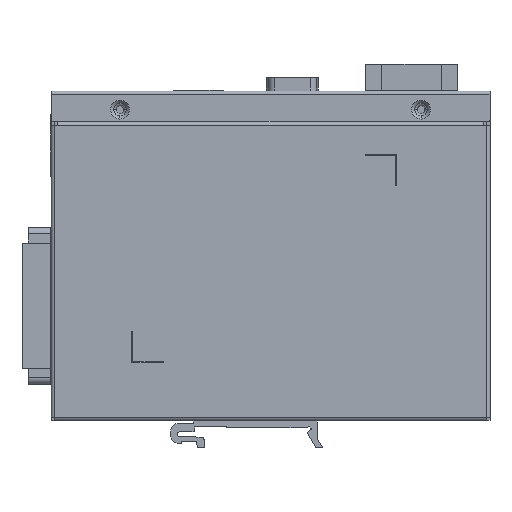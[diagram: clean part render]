
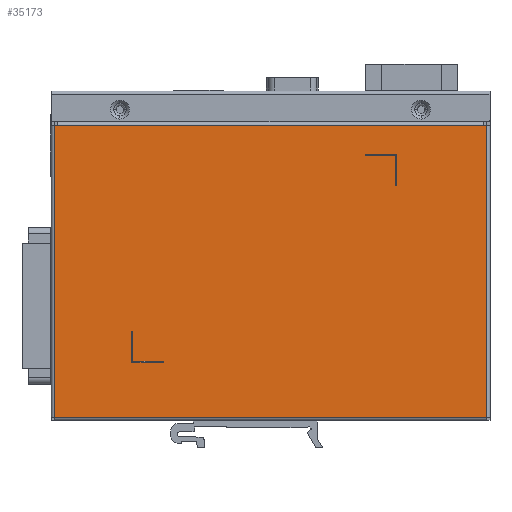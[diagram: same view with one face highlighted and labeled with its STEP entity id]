
A CAD part, front view. The second image highlights one B-rep face of the part: STEP entity #35173.
In plain terms, the highlighted planar face has unit normal (0, -1, 0).
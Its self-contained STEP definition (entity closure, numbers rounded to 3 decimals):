
#31400=DIRECTION('',(-1.,0.,0.));
#31401=VECTOR('',#31400,138.);
#31402=CARTESIAN_POINT('',(70.,-9.8,-62.54));
#31403=LINE('',#31402,#31401);
#31408=DIRECTION('',(-1.,0.,0.));
#31409=VECTOR('',#31408,1.);
#31410=CARTESIAN_POINT('',(-67.,-9.8,30.6));
#31411=LINE('',#31410,#31409);
#31412=DIRECTION('',(-1.,0.,0.));
#31413=VECTOR('',#31412,1.);
#31414=CARTESIAN_POINT('',(70.,-9.8,30.6));
#31415=LINE('',#31414,#31413);
#31416=DIRECTION('',(0.,0.,-1.));
#31417=VECTOR('',#31416,10.);
#31418=CARTESIAN_POINT('',(41.2,-9.8,21.348));
#31419=LINE('',#31418,#31417);
#31420=DIRECTION('',(1.,0.,0.));
#31421=VECTOR('',#31420,10.);
#31422=CARTESIAN_POINT('',(31.2,-9.8,21.348));
#31423=LINE('',#31422,#31421);
#31424=DIRECTION('',(0.,0.,1.));
#31425=VECTOR('',#31424,0.312);
#31426=CARTESIAN_POINT('',(31.2,-9.8,21.036));
#31427=LINE('',#31426,#31425);
#31428=DIRECTION('',(-1.,0.,0.));
#31429=VECTOR('',#31428,9.7);
#31430=CARTESIAN_POINT('',(40.9,-9.8,21.036));
#31431=LINE('',#31430,#31429);
#31432=DIRECTION('',(0.,0.,1.));
#31433=VECTOR('',#31432,9.688);
#31434=CARTESIAN_POINT('',(40.9,-9.8,11.348));
#31435=LINE('',#31434,#31433);
#31436=DIRECTION('',(-1.,0.,0.));
#31437=VECTOR('',#31436,0.3);
#31438=CARTESIAN_POINT('',(41.2,-9.8,11.348));
#31439=LINE('',#31438,#31437);
#31440=DIRECTION('',(-1.,0.,0.));
#31441=VECTOR('',#31440,10.);
#31442=CARTESIAN_POINT('',(-33.2,-9.8,-45.04));
#31443=LINE('',#31442,#31441);
#31444=DIRECTION('',(0.,0.,-1.));
#31445=VECTOR('',#31444,0.3);
#31446=CARTESIAN_POINT('',(-33.2,-9.8,-44.74));
#31447=LINE('',#31446,#31445);
#31448=DIRECTION('',(1.,0.,0.));
#31449=VECTOR('',#31448,9.7);
#31450=CARTESIAN_POINT('',(-42.9,-9.8,-44.74));
#31451=LINE('',#31450,#31449);
#31452=DIRECTION('',(0.,0.,-1.));
#31453=VECTOR('',#31452,9.7);
#31454=CARTESIAN_POINT('',(-42.9,-9.8,-35.04));
#31455=LINE('',#31454,#31453);
#31456=DIRECTION('',(1.,0.,0.));
#31457=VECTOR('',#31456,0.3);
#31458=CARTESIAN_POINT('',(-43.2,-9.8,-35.04));
#31459=LINE('',#31458,#31457);
#31460=DIRECTION('',(0.,0.,1.));
#31461=VECTOR('',#31460,10.);
#31462=CARTESIAN_POINT('',(-43.2,-9.8,-45.04));
#31463=LINE('',#31462,#31461);
#31468=DIRECTION('',(1.,0.,0.));
#31469=VECTOR('',#31468,136.);
#31470=CARTESIAN_POINT('',(-67.,-9.8,30.6));
#31471=LINE('',#31470,#31469);
#31476=DIRECTION('',(0.,0.,-1.));
#31477=VECTOR('',#31476,93.14);
#31478=CARTESIAN_POINT('',(70.,-9.8,30.6));
#31479=LINE('',#31478,#31477);
#31509=DIRECTION('',(0.,0.,1.));
#31510=VECTOR('',#31509,93.14);
#31511=CARTESIAN_POINT('',(-68.,-9.8,-62.54));
#31512=LINE('',#31511,#31510);
#33133=CARTESIAN_POINT('',(70.,-9.8,-62.54));
#33134=CARTESIAN_POINT('',(-68.,-9.8,-62.54));
#33135=VERTEX_POINT('',#33133);
#33136=VERTEX_POINT('',#33134);
#33157=CARTESIAN_POINT('',(70.,-9.8,30.6));
#33158=VERTEX_POINT('',#33157);
#33159=CARTESIAN_POINT('',(-68.,-9.8,30.6));
#33160=VERTEX_POINT('',#33159);
#33175=CARTESIAN_POINT('',(69.,-9.8,30.6));
#33176=VERTEX_POINT('',#33175);
#33177=CARTESIAN_POINT('',(-67.,-9.8,30.6));
#33178=VERTEX_POINT('',#33177);
#33204=CARTESIAN_POINT('',(41.2,-9.8,21.348));
#33205=CARTESIAN_POINT('',(41.2,-9.8,11.348));
#33206=VERTEX_POINT('',#33204);
#33207=VERTEX_POINT('',#33205);
#33239=CARTESIAN_POINT('',(-33.2,-9.8,-45.04));
#33240=CARTESIAN_POINT('',(-43.2,-9.8,-45.04));
#33241=VERTEX_POINT('',#33239);
#33242=VERTEX_POINT('',#33240);
#33243=CARTESIAN_POINT('',(40.9,-9.8,11.348));
#33244=VERTEX_POINT('',#33243);
#33245=CARTESIAN_POINT('',(31.2,-9.8,21.348));
#33246=VERTEX_POINT('',#33245);
#33284=CARTESIAN_POINT('',(-43.2,-9.8,-35.04));
#33285=VERTEX_POINT('',#33284);
#33286=CARTESIAN_POINT('',(-33.2,-9.8,-44.74));
#33287=VERTEX_POINT('',#33286);
#33288=CARTESIAN_POINT('',(40.9,-9.8,21.036));
#33289=VERTEX_POINT('',#33288);
#33290=CARTESIAN_POINT('',(31.2,-9.8,21.036));
#33291=VERTEX_POINT('',#33290);
#33335=CARTESIAN_POINT('',(-42.9,-9.8,-35.04));
#33336=VERTEX_POINT('',#33335);
#33337=CARTESIAN_POINT('',(-42.9,-9.8,-44.74));
#33338=VERTEX_POINT('',#33337);
#35129=CARTESIAN_POINT('',(1.,-9.8,-17.24));
#35130=DIRECTION('',(0.,1.,0.));
#35131=DIRECTION('',(-1.,0.,0.));
#35132=AXIS2_PLACEMENT_3D('',#35129,#35130,#35131);
#35133=PLANE('',#35132);
#35134=ORIENTED_EDGE('',*,*,#34503,.F.);
#35136=ORIENTED_EDGE('',*,*,#35135,.T.);
#35137=ORIENTED_EDGE('',*,*,#34351,.F.);
#35139=ORIENTED_EDGE('',*,*,#35138,.T.);
#35140=ORIENTED_EDGE('',*,*,#35121,.T.);
#35142=ORIENTED_EDGE('',*,*,#35141,.T.);
#35143=EDGE_LOOP('',(#35134,#35136,#35137,#35139,#35140,#35142));
#35144=FACE_OUTER_BOUND('',#35143,.F.);
#35146=ORIENTED_EDGE('',*,*,#35145,.F.);
#35148=ORIENTED_EDGE('',*,*,#35147,.F.);
#35150=ORIENTED_EDGE('',*,*,#35149,.F.);
#35152=ORIENTED_EDGE('',*,*,#35151,.F.);
#35154=ORIENTED_EDGE('',*,*,#35153,.F.);
#35156=ORIENTED_EDGE('',*,*,#35155,.F.);
#35157=EDGE_LOOP('',(#35146,#35148,#35150,#35152,#35154,#35156));
#35158=FACE_BOUND('',#35157,.F.);
#35160=ORIENTED_EDGE('',*,*,#35159,.F.);
#35162=ORIENTED_EDGE('',*,*,#35161,.F.);
#35164=ORIENTED_EDGE('',*,*,#35163,.F.);
#35166=ORIENTED_EDGE('',*,*,#35165,.F.);
#35168=ORIENTED_EDGE('',*,*,#35167,.F.);
#35170=ORIENTED_EDGE('',*,*,#35169,.F.);
#35171=EDGE_LOOP('',(#35160,#35162,#35164,#35166,#35168,#35170));
#35172=FACE_BOUND('',#35171,.F.);
#35173=ADVANCED_FACE('',(#35144,#35158,#35172),#35133,.F.);
#34351=EDGE_CURVE('',#33158,#33176,#31415,.T.);
#34503=EDGE_CURVE('',#33178,#33160,#31411,.T.);
#35121=EDGE_CURVE('',#33135,#33136,#31403,.T.);
#35135=EDGE_CURVE('',#33178,#33176,#31471,.T.);
#35138=EDGE_CURVE('',#33158,#33135,#31479,.T.);
#35141=EDGE_CURVE('',#33136,#33160,#31512,.T.);
#35145=EDGE_CURVE('',#33206,#33207,#31419,.T.);
#35147=EDGE_CURVE('',#33246,#33206,#31423,.T.);
#35149=EDGE_CURVE('',#33291,#33246,#31427,.T.);
#35151=EDGE_CURVE('',#33289,#33291,#31431,.T.);
#35153=EDGE_CURVE('',#33244,#33289,#31435,.T.);
#35155=EDGE_CURVE('',#33207,#33244,#31439,.T.);
#35159=EDGE_CURVE('',#33241,#33242,#31443,.T.);
#35161=EDGE_CURVE('',#33287,#33241,#31447,.T.);
#35163=EDGE_CURVE('',#33338,#33287,#31451,.T.);
#35165=EDGE_CURVE('',#33336,#33338,#31455,.T.);
#35167=EDGE_CURVE('',#33285,#33336,#31459,.T.);
#35169=EDGE_CURVE('',#33242,#33285,#31463,.T.);
